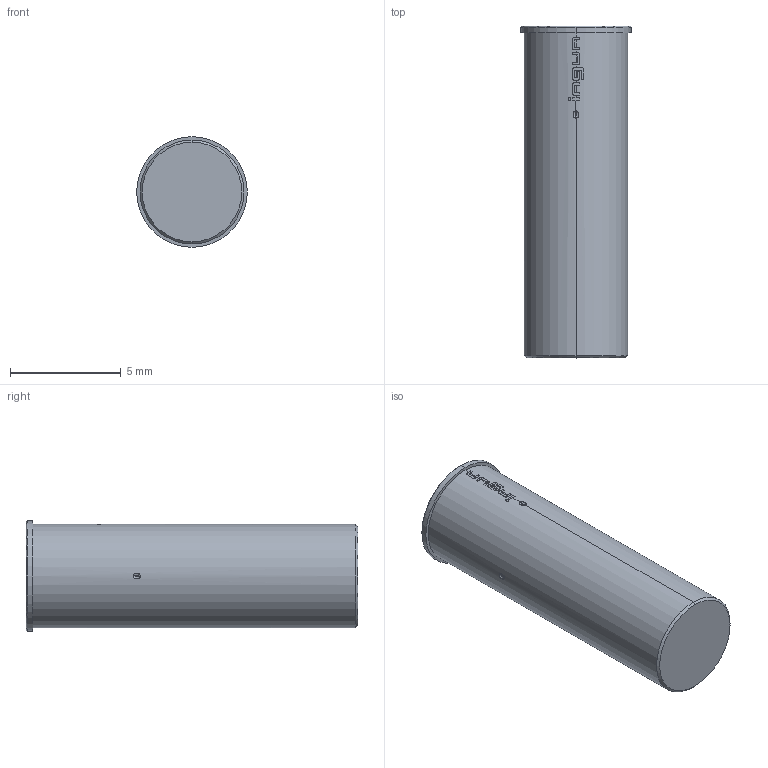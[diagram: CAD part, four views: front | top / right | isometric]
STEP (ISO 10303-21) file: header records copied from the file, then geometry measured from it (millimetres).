
FILE_DESCRIPTION (( 'STEP AP203' ), '1' );
FILE_NAME ('INGUN_KS-445.STEP', '2022-02-09T05:26:59', ( 'ochi' ), ( '' ), 'SwSTEP 2.0', 'SolidWorks 2018', '' );
FILE_SCHEMA (( 'CONFIG_CONTROL_DESIGN' ));
Length unit declared in the file: millimetre
Products named in the file (1): INGUN_KS-445
Bounding box: 5 x 15 x 5 mm (x, y, z)
Volume: 260.1 mm3; surface area: 260.1 mm2
Topology: 1 solids, 1 shells, 98 faces, 269 edges, 178 vertices
Faces by surface type: plane 48, bspline 30, cylinder 14, cone 6
Entity records: 4110 total; most frequent: CARTESIAN_POINT 1766, ORIENTED_EDGE 538, DIRECTION 383, EDGE_CURVE 269, VERTEX_POINT 178, AXIS2_PLACEMENT_3D 151, B_SPLINE_CURVE_WITH_KNOTS 106, EDGE_LOOP 103
